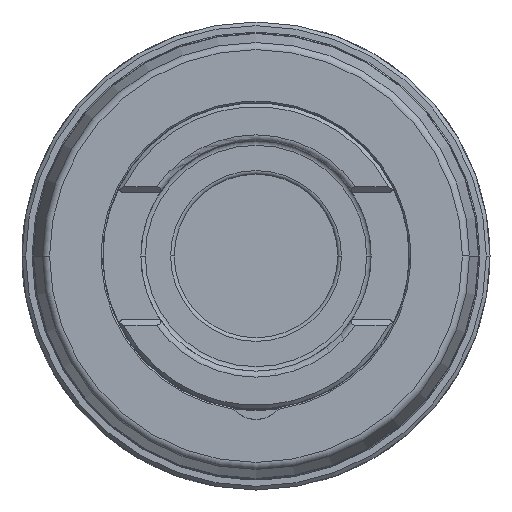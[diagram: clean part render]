
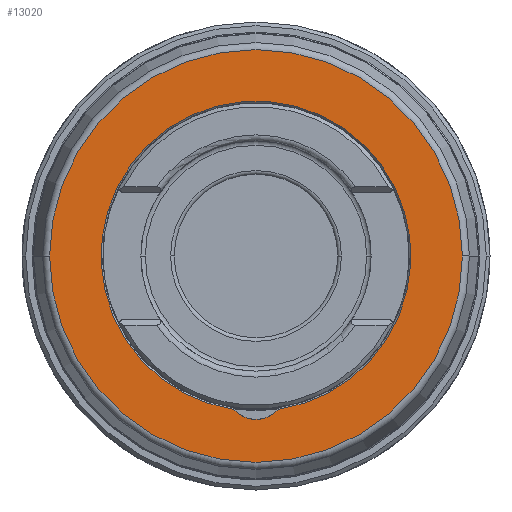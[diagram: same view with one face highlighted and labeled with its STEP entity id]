
A CAD part, front view. The second image highlights one B-rep face of the part: STEP entity #13020.
In plain terms, the highlighted planar face has unit normal (0, -1, 0).
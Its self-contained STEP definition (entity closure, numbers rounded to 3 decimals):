
#12045=CARTESIAN_POINT('',(0.,-13.5,0.));
#12046=DIRECTION('',(0.,1.,0.));
#12047=DIRECTION('',(1.,0.,0.));
#12048=AXIS2_PLACEMENT_3D('',#12045,#12046,#12047);
#12060=CARTESIAN_POINT('',(0.,-13.5,0.));
#12061=DIRECTION('',(0.,1.,0.));
#12062=DIRECTION('',(-1.,0.,0.));
#12063=AXIS2_PLACEMENT_3D('',#12060,#12061,#12062);
#12070=CARTESIAN_POINT('',(0.,-13.5,-18.));
#12071=DIRECTION('',(0.,-1.,0.));
#12072=DIRECTION('',(-0.753,0.,-0.658));
#12073=AXIS2_PLACEMENT_3D('',#12070,#12071,#12072);
#12075=CARTESIAN_POINT('',(0.,-13.5,0.));
#12076=DIRECTION('',(0.,1.,0.));
#12077=DIRECTION('',(-0.144,0.,-0.99));
#12078=AXIS2_PLACEMENT_3D('',#12075,#12076,#12077);
#12491=CARTESIAN_POINT('',(-27.779,-13.5,0.));
#12492=CARTESIAN_POINT('',(27.779,-13.5,0.));
#12493=VERTEX_POINT('',#12491);
#12494=VERTEX_POINT('',#12492);
#12549=CARTESIAN_POINT('',(-3.013,-13.5,-20.631));
#12550=CARTESIAN_POINT('',(3.013,-13.5,-20.631));
#12551=VERTEX_POINT('',#12549);
#12552=VERTEX_POINT('',#12550);
#13005=CARTESIAN_POINT('',(0.,-13.5,0.));
#13006=DIRECTION('',(0.,-1.,0.));
#13007=DIRECTION('',(-1.,0.,0.));
#13008=AXIS2_PLACEMENT_3D('',#13005,#13006,#13007);
#13009=PLANE('',#13008);
#13010=ORIENTED_EDGE('',*,*,#12999,.T.);
#13011=ORIENTED_EDGE('',*,*,#12985,.T.);
#13012=EDGE_LOOP('',(#13010,#13011));
#13013=FACE_OUTER_BOUND('',#13012,.F.);
#13015=ORIENTED_EDGE('',*,*,#13014,.T.);
#13017=ORIENTED_EDGE('',*,*,#13016,.F.);
#13018=EDGE_LOOP('',(#13015,#13017));
#13019=FACE_BOUND('',#13018,.F.);
#13020=ADVANCED_FACE('',(#13013,#13019),#13009,.T.);
#12049=CIRCLE('',#12048,27.779);
#12064=CIRCLE('',#12063,27.779);
#12074=CIRCLE('',#12073,4.);
#12079=CIRCLE('',#12078,20.85);
#12985=EDGE_CURVE('',#12494,#12493,#12049,.T.);
#12999=EDGE_CURVE('',#12493,#12494,#12064,.T.);
#13014=EDGE_CURVE('',#12551,#12552,#12074,.T.);
#13016=EDGE_CURVE('',#12551,#12552,#12079,.T.);
